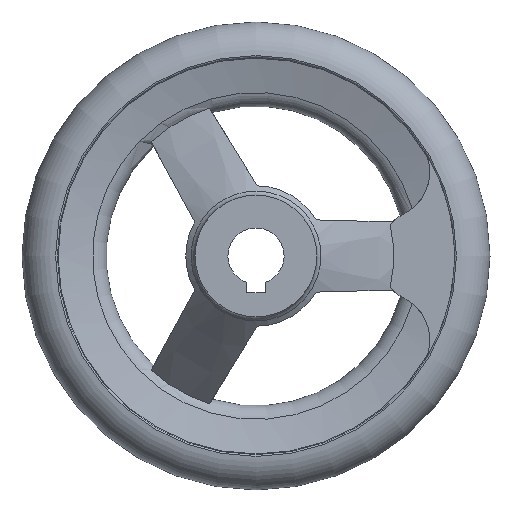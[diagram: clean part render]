
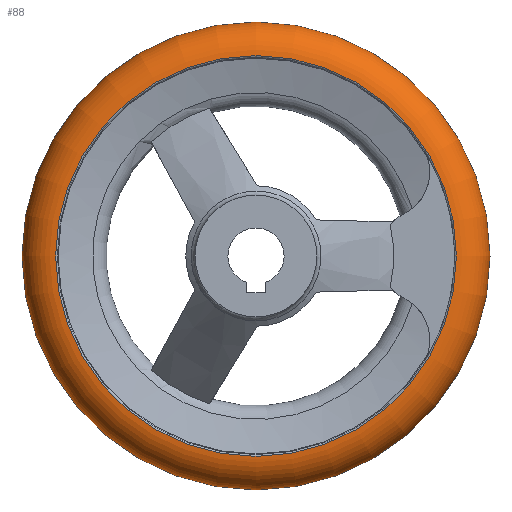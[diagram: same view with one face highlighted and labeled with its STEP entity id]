
A CAD part, front view. The second image highlights one B-rep face of the part: STEP entity #88.
In plain terms, the highlighted toroidal (fillet/blend) face has major radius 42.5 mm and minor radius 7.5 mm.
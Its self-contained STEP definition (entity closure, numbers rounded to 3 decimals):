
#88 = ADVANCED_FACE( '', ( #200, #201, #202 ), #203, .T. );
#200 = FACE_BOUND( '', #345, .T. );
#201 = FACE_OUTER_BOUND( '', #346, .T. );
#202 = FACE_OUTER_BOUND( '', #347, .T. );
#203 = TOROIDAL_SURFACE( '', #348, 42.5, 7.5 );
#345 = VERTEX_LOOP( '', #556 );
#346 = EDGE_LOOP( '', ( #557 ) );
#347 = EDGE_LOOP( '', ( #558 ) );
#348 = AXIS2_PLACEMENT_3D( '', #559, #560, #561 );
#556 = VERTEX_POINT( '', #869 );
#557 = ORIENTED_EDGE( '', *, *, #870, .T. );
#558 = ORIENTED_EDGE( '', *, *, #871, .F. );
#559 = CARTESIAN_POINT( '', ( 0., 25.5, 0. ) );
#560 = DIRECTION( '', ( 0., -1., 0. ) );
#561 = DIRECTION( '', ( 0., 0., -1. ) );
#869 = CARTESIAN_POINT( '', ( 0., 25.5, -50. ) );
#870 = EDGE_CURVE( '', #1055, #1055, #1056, .T. );
#871 = EDGE_CURVE( '', #1057, #1057, #1058, .T. );
#1055 = VERTEX_POINT( '', #1486 );
#1056 = CIRCLE( '', #1487, 42.813 );
#1057 = VERTEX_POINT( '', #1488 );
#1058 = CIRCLE( '', #1489, 42.813 );
#1486 = CARTESIAN_POINT( '', ( 0., 32.993, -42.813 ) );
#1487 = AXIS2_PLACEMENT_3D( '', #1805, #1806, #1807 );
#1488 = CARTESIAN_POINT( '', ( 0., 18.007, -42.813 ) );
#1489 = AXIS2_PLACEMENT_3D( '', #1808, #1809, #1810 );
#1805 = CARTESIAN_POINT( '', ( 0., 32.993, 0. ) );
#1806 = DIRECTION( '', ( 0., -1., 0. ) );
#1807 = DIRECTION( '', ( 0., 0., -1. ) );
#1808 = CARTESIAN_POINT( '', ( 0., 18.007, 0. ) );
#1809 = DIRECTION( '', ( 0., -1., 0. ) );
#1810 = DIRECTION( '', ( 0., 0., -1. ) );
